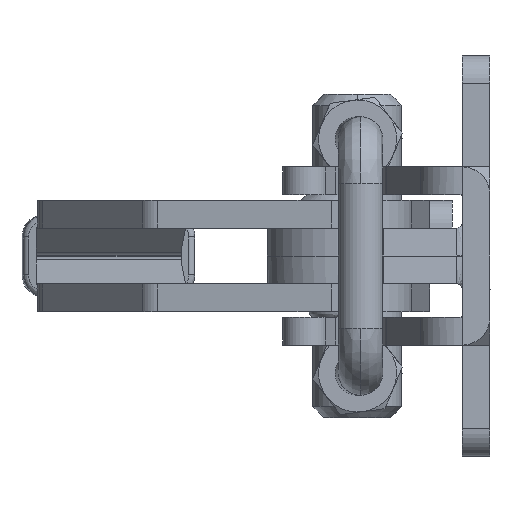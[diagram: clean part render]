
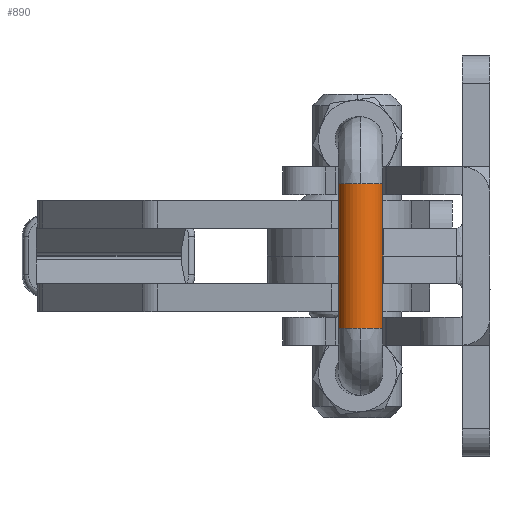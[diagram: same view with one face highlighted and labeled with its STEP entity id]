
A CAD part, left-side view. The second image highlights one B-rep face of the part: STEP entity #890.
In plain terms, the highlighted cylindrical face has radius 2 mm (diameter 4 mm), a partial arc.
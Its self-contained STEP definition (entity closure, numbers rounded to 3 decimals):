
#14 = CIRCLE ( 'NONE', #2184, 2. ) ;
#53 = VERTEX_POINT ( 'NONE', #6508 ) ;
#454 = CARTESIAN_POINT ( 'NONE',  ( -80.477, 13.605, 6.5 ) ) ;
#570 = CARTESIAN_POINT ( 'NONE',  ( -80.47, 11.605, 6.5 ) ) ;
#601 = ORIENTED_EDGE ( 'NONE', *, *, #6602, .F. ) ;
#703 = ORIENTED_EDGE ( 'NONE', *, *, #5882, .F. ) ;
#735 = CARTESIAN_POINT ( 'NONE',  ( -80.477, 13.605, 6.5 ) ) ;
#810 = CIRCLE ( 'NONE', #9807, 2. ) ;
#890 = ADVANCED_FACE ( 'NONE', ( #4213 ), #10203, .T. ) ;
#1450 = DIRECTION ( 'NONE',  ( -0.004, 1., 0. ) ) ;
#1551 = AXIS2_PLACEMENT_3D ( 'NONE', #3657, #9997, #8495 ) ;
#1602 = AXIS2_PLACEMENT_3D ( 'NONE', #3915, #9423, #4729 ) ;
#2184 = AXIS2_PLACEMENT_3D ( 'NONE', #570, #6375, #1450 ) ;
#2197 = VERTEX_POINT ( 'NONE', #4475 ) ;
#2786 = EDGE_LOOP ( 'NONE', ( #703, #601, #7287, #3072, #9720, #8388 ) ) ;
#2790 = CARTESIAN_POINT ( 'NONE',  ( -82.47, 11.597, -6.5 ) ) ;
#2813 = CIRCLE ( 'NONE', #8800, 2. ) ;
#3072 = ORIENTED_EDGE ( 'NONE', *, *, #5957, .T. ) ;
#3657 = CARTESIAN_POINT ( 'NONE',  ( -80.47, 11.605, 6.5 ) ) ;
#3851 = DIRECTION ( 'NONE',  ( 0., 0., -1. ) ) ;
#3915 = CARTESIAN_POINT ( 'NONE',  ( -80.47, 11.605, 6.5 ) ) ;
#4213 = FACE_OUTER_BOUND ( 'NONE', #2786, .T. ) ;
#4470 = DIRECTION ( 'NONE',  ( 0., 0., -1. ) ) ;
#4475 = CARTESIAN_POINT ( 'NONE',  ( -80.462, 9.605, -6.5 ) ) ;
#4622 = CARTESIAN_POINT ( 'NONE',  ( -80.47, 11.605, -6.5 ) ) ;
#4729 = DIRECTION ( 'NONE',  ( -0.004, 1., 0. ) ) ;
#4851 = VERTEX_POINT ( 'NONE', #7880 ) ;
#5106 = VECTOR ( 'NONE', #8558, 1000. ) ;
#5276 = CARTESIAN_POINT ( 'NONE',  ( -80.462, 9.605, 6.5 ) ) ;
#5443 = DIRECTION ( 'NONE',  ( -1., -0.004, 0. ) ) ;
#5614 = VECTOR ( 'NONE', #4470, 1000. ) ;
#5882 = EDGE_CURVE ( 'NONE', #10078, #2197, #9977, .T. ) ;
#5957 = EDGE_CURVE ( 'NONE', #8976, #4851, #9259, .T. ) ;
#6194 = CARTESIAN_POINT ( 'NONE',  ( -80.462, 9.605, 6.5 ) ) ;
#6375 = DIRECTION ( 'NONE',  ( 0., 0., 1. ) ) ;
#6496 = EDGE_CURVE ( 'NONE', #9214, #4851, #2813, .T. ) ;
#6508 = CARTESIAN_POINT ( 'NONE',  ( -82.47, 11.597, 6.5 ) ) ;
#6532 = EDGE_CURVE ( 'NONE', #2197, #9214, #810, .T. ) ;
#6602 = EDGE_CURVE ( 'NONE', #53, #10078, #8892, .T. ) ;
#6604 = EDGE_CURVE ( 'NONE', #8976, #53, #14, .T. ) ;
#7287 = ORIENTED_EDGE ( 'NONE', *, *, #6604, .F. ) ;
#7880 = CARTESIAN_POINT ( 'NONE',  ( -80.477, 13.605, -6.5 ) ) ;
#8388 = ORIENTED_EDGE ( 'NONE', *, *, #6532, .F. ) ;
#8495 = DIRECTION ( 'NONE',  ( -0.004, 1., 0. ) ) ;
#8558 = DIRECTION ( 'NONE',  ( 0., 0., -1. ) ) ;
#8604 = CARTESIAN_POINT ( 'NONE',  ( -80.47, 11.605, -6.5 ) ) ;
#8800 = AXIS2_PLACEMENT_3D ( 'NONE', #4622, #10085, #5443 ) ;
#8892 = CIRCLE ( 'NONE', #1602, 2. ) ;
#8976 = VERTEX_POINT ( 'NONE', #735 ) ;
#9214 = VERTEX_POINT ( 'NONE', #2790 ) ;
#9259 = LINE ( 'NONE', #454, #5106 ) ;
#9354 = DIRECTION ( 'NONE',  ( -1., -0.004, 0. ) ) ;
#9423 = DIRECTION ( 'NONE',  ( 0., 0., 1. ) ) ;
#9720 = ORIENTED_EDGE ( 'NONE', *, *, #6496, .F. ) ;
#9807 = AXIS2_PLACEMENT_3D ( 'NONE', #8604, #3851, #9354 ) ;
#9977 = LINE ( 'NONE', #5276, #5614 ) ;
#9997 = DIRECTION ( 'NONE',  ( 0., 0., -1. ) ) ;
#10078 = VERTEX_POINT ( 'NONE', #6194 ) ;
#10085 = DIRECTION ( 'NONE',  ( 0., 0., -1. ) ) ;
#10203 = CYLINDRICAL_SURFACE ( 'NONE', #1551, 2. ) ;
